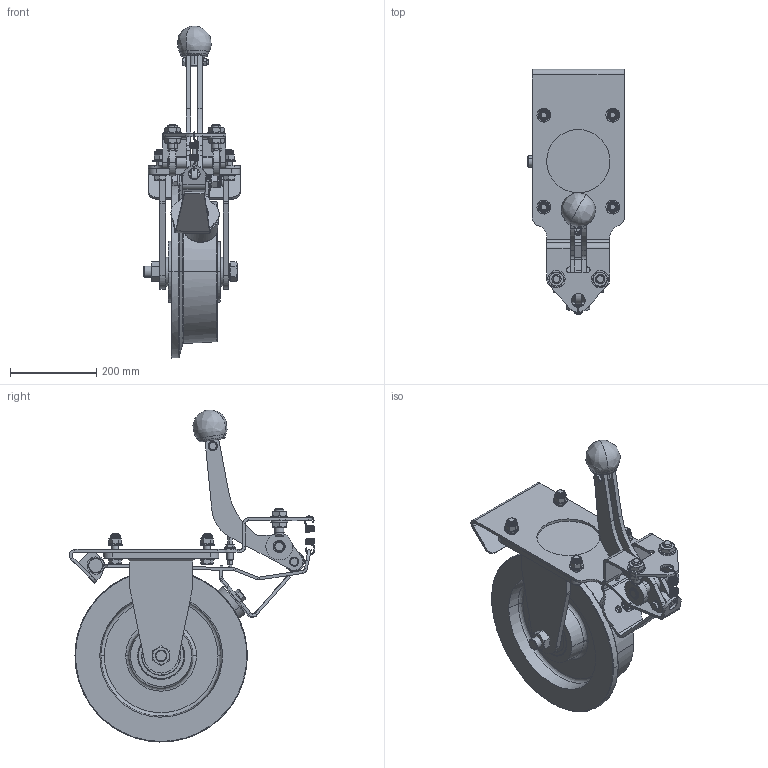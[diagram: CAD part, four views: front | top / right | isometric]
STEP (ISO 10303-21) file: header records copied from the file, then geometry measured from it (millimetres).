
FILE_DESCRIPTION(('FreeCAD Model'),'2;1');
FILE_NAME('Open CASCADE Shape Model','2025-05-04T03:57:25',('FreeCAD'),( 'FreeCAD'),'Open CASCADE STEP processor 7.6','FreeCAD','Unknown');
FILE_SCHEMA(('AUTOMOTIVE_DESIGN { 1 0 10303 214 1 1 1 1 }'));
Products named in the file (1): Open CASCADE STEP translator 7.6 1
Bounding box: 223.28 x 567.77 x 767.75 mm (x, y, z)
Volume: 10671531.3 mm3; surface area: 1492709.9 mm2
Topology: 59 solids, 59 shells, 1862 faces, 4801 edges, 3071 vertices
Faces by surface type: bspline 1862
Entity records: 90532 total; most frequent: CARTESIAN_POINT 62584, ORIENTED_EDGE 9590, EDGE_CURVE 4795, B_SPLINE_CURVE_WITH_KNOTS 3359, VERTEX_POINT 3071, FACE_BOUND 2102, EDGE_LOOP 2102, ADVANCED_FACE 1862
